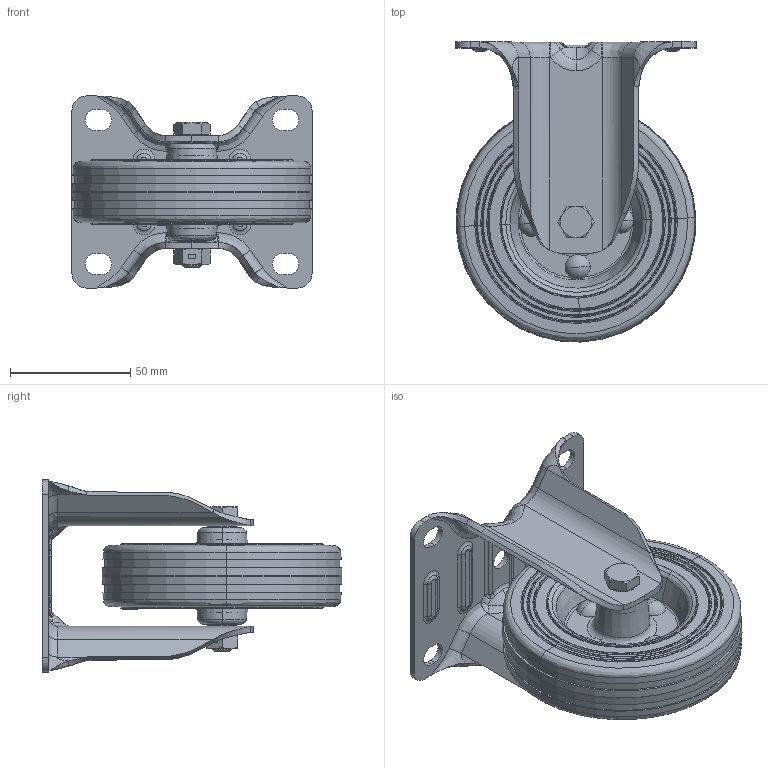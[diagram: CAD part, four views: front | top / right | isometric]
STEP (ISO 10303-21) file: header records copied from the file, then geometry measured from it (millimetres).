
FILE_DESCRIPTION (( 'STEP AP214' ), '1' );
FILE_NAME ('0056424.step', '2023-10-16T13:37:44', ( '' ), ( '' ), 'SwSTEP 2.0', 'SolidWorks 2020', '' );
FILE_SCHEMA (( 'AUTOMOTIVE_DESIGN' ));
Length unit declared in the file: millimetre
Products named in the file (1): 0056424
Bounding box: 100 x 124.97 x 80 mm (x, y, z)
Surface area: 71476.2 mm2 (no closed solid volume)
Topology: 0 solids, 27 shells, 627 faces, 1518 edges, 910 vertices
Faces by surface type: bspline 211, cylinder 145, plane 136, cone 101, torus 34
Entity records: 35693 total; most frequent: CARTESIAN_POINT 15695, ORIENTED_EDGE 2851, DIRECTION 2384, EDGE_CURVE 1490, AXIS2_PLACEMENT_3D 939, VERTEX_POINT 910, EDGE_LOOP 680, UNCERTAINTY_MEASURE_WITH_UNIT 633
